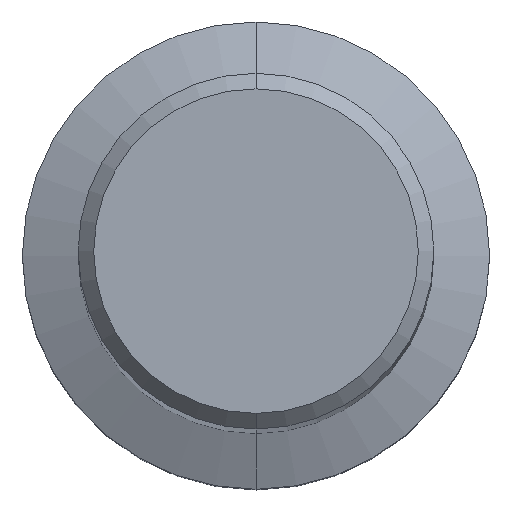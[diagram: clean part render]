
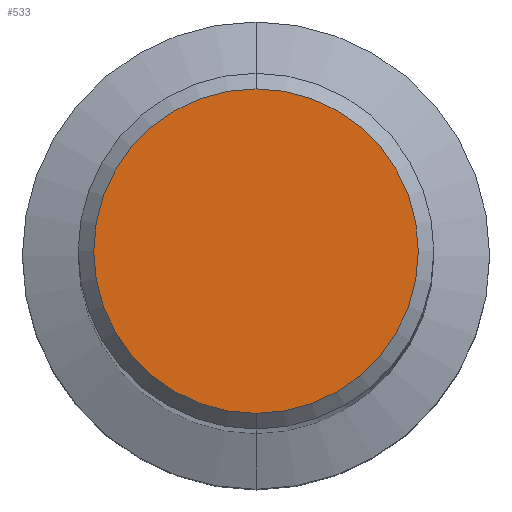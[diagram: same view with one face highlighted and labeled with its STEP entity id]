
A CAD part, top view. The second image highlights one B-rep face of the part: STEP entity #533.
In plain terms, the highlighted planar face has unit normal (0, 0, 1).
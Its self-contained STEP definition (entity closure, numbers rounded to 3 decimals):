
#249=EDGE_CURVE('',#317,#315,#607,.T.);
#315=VERTEX_POINT('',#684);
#317=VERTEX_POINT('',#686);
#371=EDGE_CURVE('',#315,#317,#747,.T.);
#533=ADVANCED_FACE('',(#923),#924,.T.);
#607=CIRCLE('',#1065,6.25);
#684=CARTESIAN_POINT('',(0.0,6.25,0.0));
#686=CARTESIAN_POINT('',(0.,-6.25,0.0));
#747=CIRCLE('',#1275,6.25);
#923=FACE_OUTER_BOUND('',#1701,.T.);
#924=PLANE('',#1702);
#1065=AXIS2_PLACEMENT_3D('',#1745,#1746,#1747);
#1275=AXIS2_PLACEMENT_3D('',#1934,#1935,#1936);
#1701=EDGE_LOOP('',(#2118,#2119));
#1702=AXIS2_PLACEMENT_3D('',#2120,#2121,#2122);
#1745=CARTESIAN_POINT('',(0.0,0.0,0.0));
#1746=DIRECTION('',(0.0,0.0,-1.0));
#1747=DIRECTION('',(0.0,1.0,0.0));
#1934=CARTESIAN_POINT('',(0.0,0.0,0.0));
#1935=DIRECTION('',(0.0,0.0,-1.0));
#1936=DIRECTION('',(0.0,1.0,0.0));
#2118=ORIENTED_EDGE('',*,*,#371,.F.);
#2119=ORIENTED_EDGE('',*,*,#249,.F.);
#2120=CARTESIAN_POINT('',(0.0,3.125,0.0));
#2121=DIRECTION('',(-0.0,0.0,1.0));
#2122=DIRECTION('',(0.0,-1.0,0.0));
